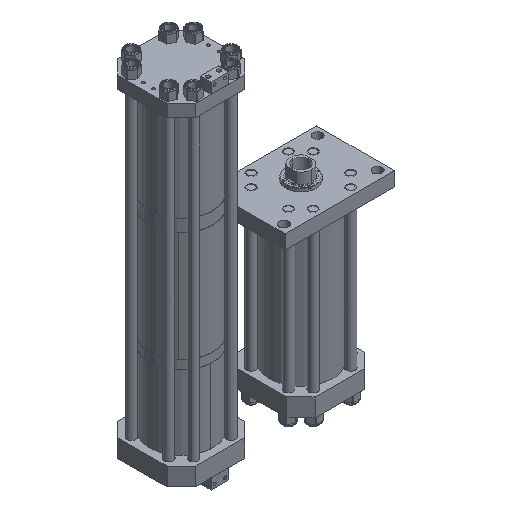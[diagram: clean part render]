
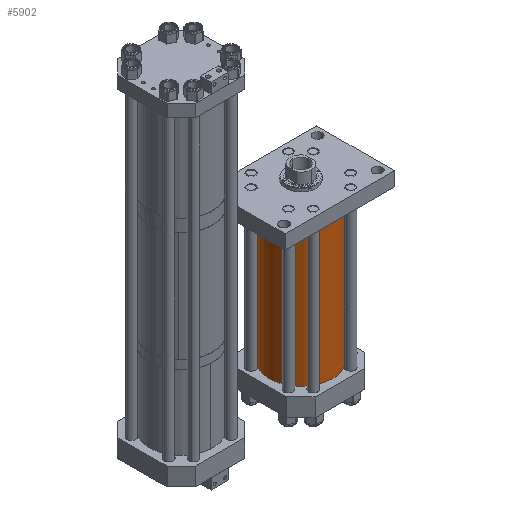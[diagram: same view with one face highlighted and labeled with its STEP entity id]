
A CAD part, isometric view. The second image highlights one B-rep face of the part: STEP entity #5902.
In plain terms, the highlighted cylindrical face has radius 114.3 mm (diameter 228.6 mm), a partial arc.
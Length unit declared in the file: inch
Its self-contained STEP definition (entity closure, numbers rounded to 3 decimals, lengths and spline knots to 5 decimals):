
#58 = DIRECTION ( 'NONE',  ( 0., 0., 1. ) ) ;
#95 = CARTESIAN_POINT ( 'NONE',  ( -4.5, 0., 0. ) ) ;
#250 = CARTESIAN_POINT ( 'NONE',  ( -4.5, 0., 20.188 ) ) ;
#1625 = VERTEX_POINT ( 'NONE', #2338 ) ;
#2338 = CARTESIAN_POINT ( 'NONE',  ( -4.5, 0., 20.188 ) ) ;
#2839 = LINE ( 'NONE', #16930, #12889 ) ;
#2967 = DIRECTION ( 'NONE',  ( 0., 0., -1. ) ) ;
#3058 = VERTEX_POINT ( 'NONE', #95 ) ;
#3390 = EDGE_CURVE ( 'NONE', #1625, #7395, #6243, .T. ) ;
#3832 = DIRECTION ( 'NONE',  ( 1., 0., 0. ) ) ;
#4312 = DIRECTION ( 'NONE',  ( 0., 0., -1. ) ) ;
#4321 = AXIS2_PLACEMENT_3D ( 'NONE', #6220, #4864, #15957 ) ;
#4471 = VECTOR ( 'NONE', #2967, 39.37008 ) ;
#4864 = DIRECTION ( 'NONE',  ( 0., 0., 1. ) ) ;
#5045 = ORIENTED_EDGE ( 'NONE', *, *, #12501, .T. ) ;
#5504 = ORIENTED_EDGE ( 'NONE', *, *, #13581, .F. ) ;
#5902 = ADVANCED_FACE ( 'NONE', ( #8214 ), #9208, .T. ) ;
#6220 = CARTESIAN_POINT ( 'NONE',  ( 0., 0., 0. ) ) ;
#6243 = CIRCLE ( 'NONE', #9713, 4.5 ) ;
#6495 = DIRECTION ( 'NONE',  ( -1., 0., 0. ) ) ;
#7395 = VERTEX_POINT ( 'NONE', #10327 ) ;
#8214 = FACE_OUTER_BOUND ( 'NONE', #15254, .T. ) ;
#9189 = VERTEX_POINT ( 'NONE', #15987 ) ;
#9208 = CYLINDRICAL_SURFACE ( 'NONE', #15321, 4.5 ) ;
#9713 = AXIS2_PLACEMENT_3D ( 'NONE', #17457, #58, #3832 ) ;
#10327 = CARTESIAN_POINT ( 'NONE',  ( 4.5, 0., 20.188 ) ) ;
#12501 = EDGE_CURVE ( 'NONE', #1625, #3058, #14070, .T. ) ;
#12542 = ORIENTED_EDGE ( 'NONE', *, *, #3390, .F. ) ;
#12889 = VECTOR ( 'NONE', #4312, 39.37008 ) ;
#13581 = EDGE_CURVE ( 'NONE', #7395, #9189, #2839, .T. ) ;
#13693 = ORIENTED_EDGE ( 'NONE', *, *, #16703, .T. ) ;
#13762 = CARTESIAN_POINT ( 'NONE',  ( 0., 0., 20.188 ) ) ;
#14070 = LINE ( 'NONE', #250, #4471 ) ;
#15254 = EDGE_LOOP ( 'NONE', ( #5504, #12542, #5045, #13693 ) ) ;
#15321 = AXIS2_PLACEMENT_3D ( 'NONE', #13762, #16500, #6495 ) ;
#15344 = CIRCLE ( 'NONE', #4321, 4.5 ) ;
#15957 = DIRECTION ( 'NONE',  ( 1., 0., 0. ) ) ;
#15987 = CARTESIAN_POINT ( 'NONE',  ( 4.5, 0., 0. ) ) ;
#16500 = DIRECTION ( 'NONE',  ( 0., 0., -1. ) ) ;
#16703 = EDGE_CURVE ( 'NONE', #3058, #9189, #15344, .T. ) ;
#16930 = CARTESIAN_POINT ( 'NONE',  ( 4.5, 0., 20.188 ) ) ;
#17457 = CARTESIAN_POINT ( 'NONE',  ( 0., 0., 20.188 ) ) ;
